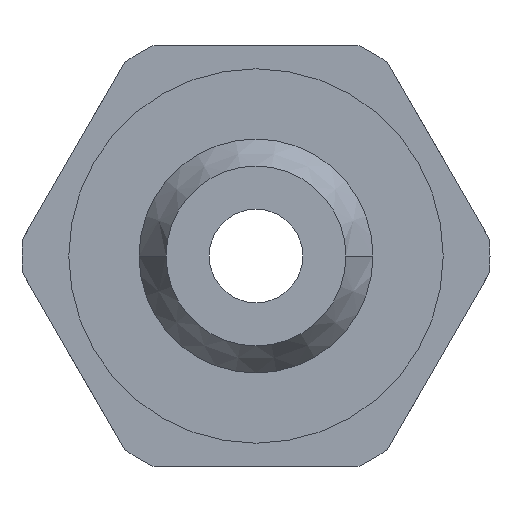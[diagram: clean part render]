
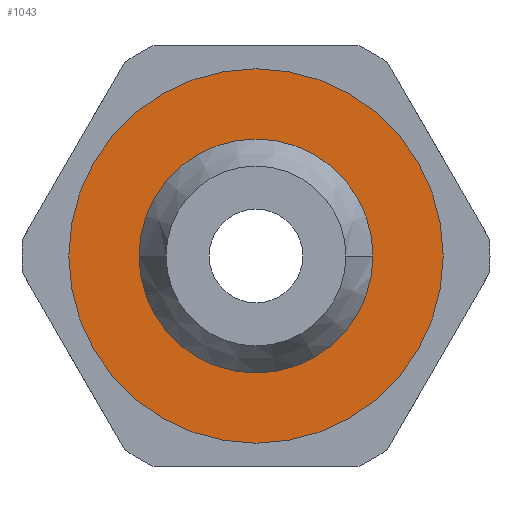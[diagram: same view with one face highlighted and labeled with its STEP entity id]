
A CAD part, front view. The second image highlights one B-rep face of the part: STEP entity #1043.
In plain terms, the highlighted planar face has unit normal (0, -1, 0).
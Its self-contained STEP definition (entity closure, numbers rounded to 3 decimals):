
#51=CARTESIAN_POINT('',(4.,4.0,0.0));
#52=VERTEX_POINT('',#51);
#68=CARTESIAN_POINT('',(-4.,4.0,0.));
#69=VERTEX_POINT('',#68);
#76=CARTESIAN_POINT('',(0.0,4.0,0.0));
#77=DIRECTION('',(0.0,-1.0,0.0));
#78=DIRECTION('',(1.0,0.0,0.0));
#79=AXIS2_PLACEMENT_3D('',#76,#77,#78);
#80=CIRCLE('',#79,4.);
#81=EDGE_CURVE('',#52,#69,#80,.T.);
#311=CARTESIAN_POINT('',(2.5,4.0,0.0));
#312=VERTEX_POINT('',#311);
#321=CARTESIAN_POINT('',(-2.5,4.0,0.));
#322=VERTEX_POINT('',#321);
#323=CARTESIAN_POINT('',(0.0,4.0,0.0));
#324=DIRECTION('',(0.0,-1.0,0.0));
#325=DIRECTION('',(1.0,0.0,0.0));
#326=AXIS2_PLACEMENT_3D('',#323,#324,#325);
#327=CIRCLE('',#326,2.5);
#328=EDGE_CURVE('',#312,#322,#327,.T.);
#548=CARTESIAN_POINT('',(0.0,4.0,0.0));
#549=DIRECTION('',(0.0,-1.0,0.0));
#550=DIRECTION('',(1.0,0.0,0.0));
#551=AXIS2_PLACEMENT_3D('',#548,#549,#550);
#552=CIRCLE('',#551,2.5);
#553=EDGE_CURVE('',#322,#312,#552,.T.);
#1018=CARTESIAN_POINT('',(0.0,4.0,0.0));
#1019=DIRECTION('',(0.0,-1.0,0.0));
#1020=DIRECTION('',(1.0,0.0,0.0));
#1021=AXIS2_PLACEMENT_3D('',#1018,#1019,#1020);
#1022=CIRCLE('',#1021,4.);
#1023=EDGE_CURVE('',#69,#52,#1022,.T.);
#1030=CARTESIAN_POINT('',(3.25,4.0,0.0));
#1031=DIRECTION('',(0.0,-1.0,0.0));
#1032=DIRECTION('',(0.0,0.0,-1.0));
#1033=AXIS2_PLACEMENT_3D('',#1030,#1031,#1032);
#1034=PLANE('',#1033);
#1035=ORIENTED_EDGE('',*,*,#81,.T.);
#1036=ORIENTED_EDGE('',*,*,#1023,.T.);
#1037=EDGE_LOOP('',(#1035,#1036));
#1038=FACE_OUTER_BOUND('',#1037,.T.);
#1039=ORIENTED_EDGE('',*,*,#328,.F.);
#1040=ORIENTED_EDGE('',*,*,#553,.F.);
#1041=EDGE_LOOP('',(#1039,#1040));
#1042=FACE_BOUND('',#1041,.T.);
#1043=ADVANCED_FACE('',(#1038,#1042),#1034,.T.);
